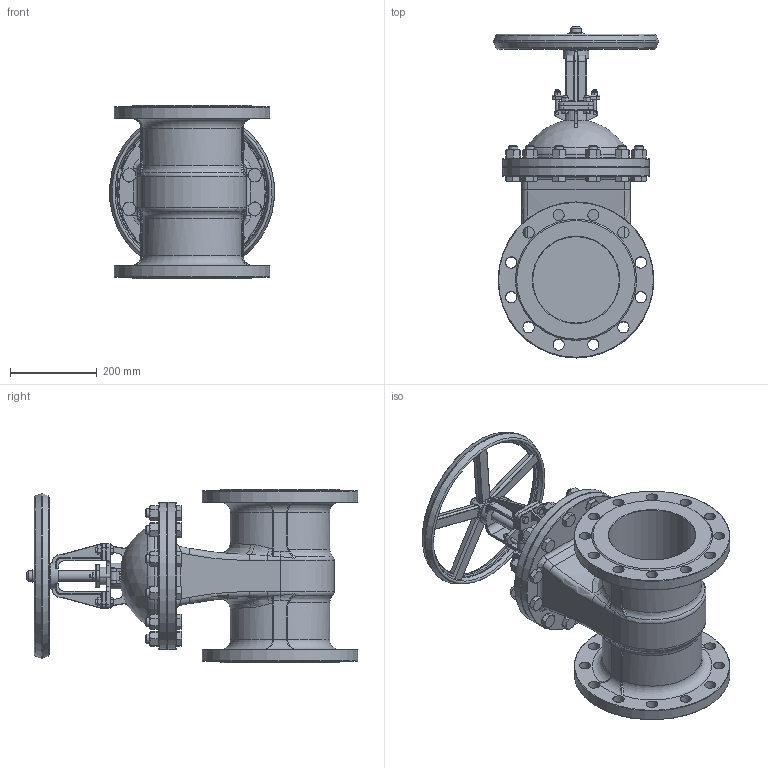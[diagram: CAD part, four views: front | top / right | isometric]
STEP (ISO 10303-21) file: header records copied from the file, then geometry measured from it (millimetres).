
FILE_DESCRIPTION(/* description */ (''),/* implementation_level */ '2;1');
FILE_NAME(/* name */ 'DN200_3D_STEP.stp',/* time_stamp */ '2024-02-09T14:30:33+03:00',/* author */ ('igorr'),/* organization */ (''),/* preprocessor_version */ 'ST-DEVELOPER v19.2',/* originating_system */ 'Autodesk Inventor 2023',/* authorisation */ '');
FILE_SCHEMA (('AUTOMOTIVE_DESIGN { 1 0 10303 214 3 1 1 }'));
Length unit declared in the file: millimetre
Products named in the file (8): Сборка; Деталь1; Деталь2; AS 1110 - M10 x 35; ANSI B18.2.4.2M - M10x1,5; ANSI B18.2.4.2M - M8x1,25; ANSI B18.2.4.2M - M20x2,5; AS 1110 - M20 x 70
Assembly tree (36 placements, depth 2):
  Сборка
    Деталь1
    Деталь2
    AS 1110 - M10 x 35  x4
    ANSI B18.2.4.2M - M10x1,5  x4
    ANSI B18.2.4.2M - M8x1,25  x2
    ANSI B18.2.4.2M - M20x2,5  x12
    AS 1110 - M20 x 70  x12
Bounding box: 381.63 x 767 x 400 mm (x, y, z)
Volume: 23607312 mm3; surface area: 1678986.4 mm2
Topology: 40 solids, 40 shells, 1464 faces, 3471 edges, 2112 vertices
Faces by surface type: plane 600, cone 321, cylinder 316, bspline 131, torus 91, sphere 5
Full cylindrical faces by diameter (mm): 6.647 x2, 7 x4, 8 x4, 8.376 x4, 10 x16, 15 x2, 16 x4, 17.294 x12, 18 x24, 20 x12, 25 x2, 26 x24, 27.9 x12, 30 x14, 40 x1, 50 x2, 60 x2, 200 x2, 240 x2, 340 x2, 360 x2
Entity records: 30823 total; most frequent: CARTESIAN_POINT 10153, ORIENTED_EDGE 4178, DIRECTION 3975, EDGE_CURVE 2089, AXIS2_PLACEMENT_3D 1612, VERTEX_POINT 1300, EDGE_LOOP 983, FACE_OUTER_BOUND 827
